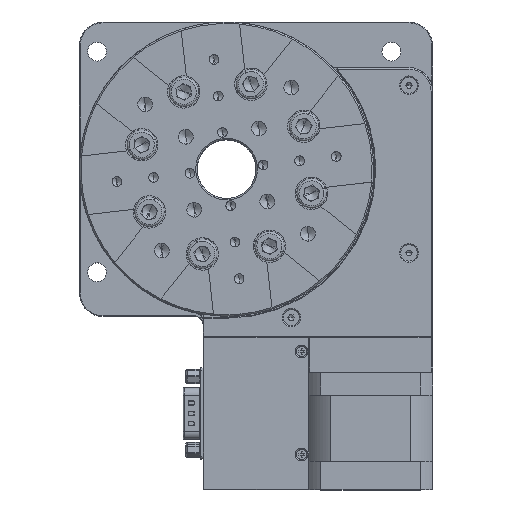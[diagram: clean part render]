
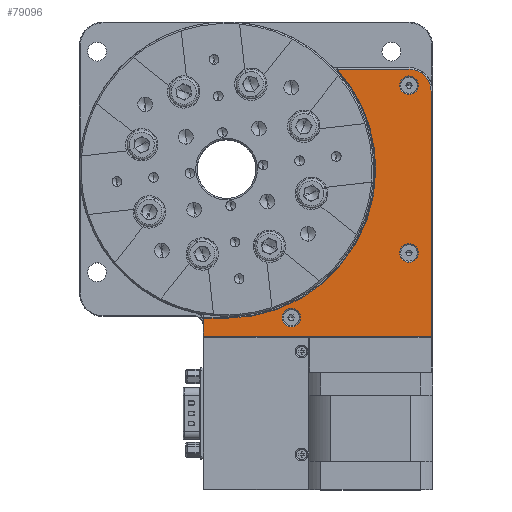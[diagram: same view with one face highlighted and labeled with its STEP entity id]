
A CAD part, top view. The second image highlights one B-rep face of the part: STEP entity #79096.
In plain terms, the highlighted planar face has unit normal (0, 0, 1).
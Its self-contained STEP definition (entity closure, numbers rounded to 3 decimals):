
#365 = FACE_OUTER_BOUND ( 'NONE', #96607, .T. ) ;
#426 = ORIENTED_EDGE ( 'NONE', *, *, #72373, .F. ) ;
#2006 = EDGE_LOOP ( 'NONE', ( #44925, #63897 ) ) ;
#2469 = VECTOR ( 'NONE', #70778, 1000. ) ;
#3039 = VERTEX_POINT ( 'NONE', #63827 ) ;
#4244 = VECTOR ( 'NONE', #15648, 1000. ) ;
#4692 = EDGE_CURVE ( 'NONE', #70478, #103373, #8866, .T. ) ;
#5148 = CIRCLE ( 'NONE', #18470, 50.7 ) ;
#5786 = VERTEX_POINT ( 'NONE', #70572 ) ;
#6022 = DIRECTION ( 'NONE',  ( 1., 0., 0. ) ) ;
#7044 = DIRECTION ( 'NONE',  ( 0., 0., 1. ) ) ;
#7777 = DIRECTION ( 'NONE',  ( 0., 0., -1. ) ) ;
#8866 = LINE ( 'NONE', #31872, #4244 ) ;
#9845 = CARTESIAN_POINT ( 'NONE',  ( 41.24, -17.527, 142.5 ) ) ;
#11549 = CARTESIAN_POINT ( 'NONE',  ( 1.24, -39.527, 142.5 ) ) ;
#14592 = VERTEX_POINT ( 'NONE', #78694 ) ;
#14643 = CIRCLE ( 'NONE', #93097, 7.5 ) ;
#15648 = DIRECTION ( 'NONE',  ( 0., -1., 0. ) ) ;
#16864 = CARTESIAN_POINT ( 'NONE',  ( -31.91, -39.727, 142.5 ) ) ;
#18470 = AXIS2_PLACEMENT_3D ( 'NONE', #56993, #42350, #88335 ) ;
#18868 = CIRCLE ( 'NONE', #52237, 3.15 ) ;
#18922 = EDGE_CURVE ( 'NONE', #81568, #14592, #53218, .T. ) ;
#19127 = CARTESIAN_POINT ( 'NONE',  ( -5.06, -39.527, 142.5 ) ) ;
#20093 = DIRECTION ( 'NONE',  ( 0., 0., 1. ) ) ;
#21807 = AXIS2_PLACEMENT_3D ( 'NONE', #57836, #59361, #42171 ) ;
#22152 = LINE ( 'NONE', #27938, #94222 ) ;
#22692 = LINE ( 'NONE', #93238, #2469 ) ;
#22701 = CARTESIAN_POINT ( 'NONE',  ( 38.09, 39.473, 142.5 ) ) ;
#22996 = CIRCLE ( 'NONE', #101475, 3.15 ) ;
#23092 = ORIENTED_EDGE ( 'NONE', *, *, #60284, .T. ) ;
#23860 = DIRECTION ( 'NONE',  ( 1., 0., 0. ) ) ;
#24901 = FACE_BOUND ( 'NONE', #2006, .T. ) ;
#25093 = CIRCLE ( 'NONE', #21807, 3.15 ) ;
#27422 = CARTESIAN_POINT ( 'NONE',  ( 38.09, -17.527, 142.5 ) ) ;
#27938 = CARTESIAN_POINT ( 'NONE',  ( 45.59, -45.827, 142.5 ) ) ;
#28057 = ORIENTED_EDGE ( 'NONE', *, *, #53725, .F. ) ;
#29091 = ORIENTED_EDGE ( 'NONE', *, *, #80146, .T. ) ;
#29260 = ORIENTED_EDGE ( 'NONE', *, *, #58671, .T. ) ;
#31869 = DIRECTION ( 'NONE',  ( 0., 0., 1. ) ) ;
#31872 = CARTESIAN_POINT ( 'NONE',  ( -31.71, -46.027, 142.5 ) ) ;
#32328 = VECTOR ( 'NONE', #81649, 1000. ) ;
#32826 = EDGE_LOOP ( 'NONE', ( #71548, #103399 ) ) ;
#34264 = CARTESIAN_POINT ( 'NONE',  ( 45.59, 37.473, 142.5 ) ) ;
#34676 = EDGE_CURVE ( 'NONE', #5786, #85688, #60158, .T. ) ;
#35799 = DIRECTION ( 'NONE',  ( 1., 0., 0. ) ) ;
#37226 = LINE ( 'NONE', #34264, #53923 ) ;
#38624 = DIRECTION ( 'NONE',  ( 1., 0., 0. ) ) ;
#39225 = AXIS2_PLACEMENT_3D ( 'NONE', #49475, #63576, #23860 ) ;
#39957 = EDGE_CURVE ( 'NONE', #63691, #3039, #37226, .T. ) ;
#40476 = VERTEX_POINT ( 'NONE', #94505 ) ;
#41367 = EDGE_CURVE ( 'NONE', #66982, #46405, #22692, .T. ) ;
#41565 = CARTESIAN_POINT ( 'NONE',  ( 13.7, 44.973, 142.5 ) ) ;
#41832 = AXIS2_PLACEMENT_3D ( 'NONE', #22701, #7044, #6022 ) ;
#42171 = DIRECTION ( 'NONE',  ( 1., 0., 0. ) ) ;
#42350 = DIRECTION ( 'NONE',  ( 0., 0., -1. ) ) ;
#42509 = DIRECTION ( 'NONE',  ( 1., 0., 0. ) ) ;
#44925 = ORIENTED_EDGE ( 'NONE', *, *, #34676, .F. ) ;
#45723 = EDGE_CURVE ( 'NONE', #85688, #5786, #22996, .T. ) ;
#46405 = VERTEX_POINT ( 'NONE', #41565 ) ;
#46667 = AXIS2_PLACEMENT_3D ( 'NONE', #97511, #90179, #64094 ) ;
#47006 = CARTESIAN_POINT ( 'NONE',  ( -31.71, -39.727, 142.5 ) ) ;
#48007 = CARTESIAN_POINT ( 'NONE',  ( 38.09, 44.973, 142.5 ) ) ;
#49475 = CARTESIAN_POINT ( 'NONE',  ( -23.91, 10.973, 142.5 ) ) ;
#52237 = AXIS2_PLACEMENT_3D ( 'NONE', #72608, #31869, #102916 ) ;
#53218 = CIRCLE ( 'NONE', #68302, 50.7 ) ;
#53674 = CARTESIAN_POINT ( 'NONE',  ( 26.79, 10.973, 142.5 ) ) ;
#53682 = EDGE_LOOP ( 'NONE', ( #426, #28057 ) ) ;
#53725 = EDGE_CURVE ( 'NONE', #40476, #72978, #91689, .T. ) ;
#53923 = VECTOR ( 'NONE', #97970, 1000. ) ;
#54535 = EDGE_CURVE ( 'NONE', #101812, #98737, #25093, .T. ) ;
#54968 = CIRCLE ( 'NONE', #80040, 3.15 ) ;
#56578 = LINE ( 'NONE', #16864, #32328 ) ;
#56680 = ORIENTED_EDGE ( 'NONE', *, *, #41367, .T. ) ;
#56780 = FACE_BOUND ( 'NONE', #53682, .T. ) ;
#56993 = CARTESIAN_POINT ( 'NONE',  ( -23.91, 10.973, 142.5 ) ) ;
#57836 = CARTESIAN_POINT ( 'NONE',  ( -1.91, -39.527, 142.5 ) ) ;
#58671 = EDGE_CURVE ( 'NONE', #14592, #70478, #56578, .T. ) ;
#58681 = DIRECTION ( 'NONE',  ( 0., 0., 1. ) ) ;
#59361 = DIRECTION ( 'NONE',  ( 0., 0., 1. ) ) ;
#60158 = CIRCLE ( 'NONE', #41832, 3.15 ) ;
#60284 = EDGE_CURVE ( 'NONE', #46405, #81568, #5148, .T. ) ;
#60557 = DIRECTION ( 'NONE',  ( 0., 0., 1. ) ) ;
#63576 = DIRECTION ( 'NONE',  ( 0., 0., 1. ) ) ;
#63691 = VERTEX_POINT ( 'NONE', #88463 ) ;
#63827 = CARTESIAN_POINT ( 'NONE',  ( 45.59, 37.473, 142.5 ) ) ;
#63897 = ORIENTED_EDGE ( 'NONE', *, *, #45723, .F. ) ;
#64094 = DIRECTION ( 'NONE',  ( 1., 0., 0. ) ) ;
#66982 = VERTEX_POINT ( 'NONE', #48007 ) ;
#67012 = CARTESIAN_POINT ( 'NONE',  ( 34.94, 39.473, 142.5 ) ) ;
#67880 = EDGE_CURVE ( 'NONE', #3039, #66982, #14643, .T. ) ;
#67901 = DIRECTION ( 'NONE',  ( 1., 0., 0. ) ) ;
#68302 = AXIS2_PLACEMENT_3D ( 'NONE', #72028, #7777, #38624 ) ;
#70478 = VERTEX_POINT ( 'NONE', #47006 ) ;
#70572 = CARTESIAN_POINT ( 'NONE',  ( 41.24, 39.473, 142.5 ) ) ;
#70778 = DIRECTION ( 'NONE',  ( -1., 0., 0. ) ) ;
#71442 = PLANE ( 'NONE',  #39225 ) ;
#71548 = ORIENTED_EDGE ( 'NONE', *, *, #54535, .F. ) ;
#71951 = FACE_BOUND ( 'NONE', #32826, .T. ) ;
#72028 = CARTESIAN_POINT ( 'NONE',  ( -23.91, 10.973, 142.5 ) ) ;
#72373 = EDGE_CURVE ( 'NONE', #72978, #40476, #54968, .T. ) ;
#72608 = CARTESIAN_POINT ( 'NONE',  ( -1.91, -39.527, 142.5 ) ) ;
#72978 = VERTEX_POINT ( 'NONE', #9845 ) ;
#74803 = CARTESIAN_POINT ( 'NONE',  ( -31.71, -45.827, 142.5 ) ) ;
#77571 = DIRECTION ( 'NONE',  ( 1., 0., 0. ) ) ;
#78694 = CARTESIAN_POINT ( 'NONE',  ( -23.91, -39.727, 142.5 ) ) ;
#79096 = ADVANCED_FACE ( 'NONE', ( #24901, #56780, #71951, #365 ), #71442, .T. ) ;
#79864 = ORIENTED_EDGE ( 'NONE', *, *, #18922, .T. ) ;
#80040 = AXIS2_PLACEMENT_3D ( 'NONE', #27422, #20093, #35799 ) ;
#80146 = EDGE_CURVE ( 'NONE', #103373, #63691, #22152, .T. ) ;
#81568 = VERTEX_POINT ( 'NONE', #53674 ) ;
#81649 = DIRECTION ( 'NONE',  ( -1., 0., 0. ) ) ;
#81697 = CARTESIAN_POINT ( 'NONE',  ( 38.09, 37.473, 142.5 ) ) ;
#82174 = ORIENTED_EDGE ( 'NONE', *, *, #4692, .T. ) ;
#85688 = VERTEX_POINT ( 'NONE', #67012 ) ;
#86025 = ORIENTED_EDGE ( 'NONE', *, *, #67880, .T. ) ;
#88335 = DIRECTION ( 'NONE',  ( 1., 0., 0. ) ) ;
#88463 = CARTESIAN_POINT ( 'NONE',  ( 45.59, -45.827, 142.5 ) ) ;
#90179 = DIRECTION ( 'NONE',  ( 0., 0., 1. ) ) ;
#91462 = ORIENTED_EDGE ( 'NONE', *, *, #39957, .T. ) ;
#91689 = CIRCLE ( 'NONE', #46667, 3.15 ) ;
#91909 = CARTESIAN_POINT ( 'NONE',  ( 38.09, 39.473, 142.5 ) ) ;
#93097 = AXIS2_PLACEMENT_3D ( 'NONE', #81697, #58681, #42509 ) ;
#93238 = CARTESIAN_POINT ( 'NONE',  ( 12.969, 44.973, 142.5 ) ) ;
#94222 = VECTOR ( 'NONE', #77571, 1000. ) ;
#94413 = EDGE_CURVE ( 'NONE', #98737, #101812, #18868, .T. ) ;
#94505 = CARTESIAN_POINT ( 'NONE',  ( 34.94, -17.527, 142.5 ) ) ;
#96607 = EDGE_LOOP ( 'NONE', ( #56680, #23092, #79864, #29260, #82174, #29091, #91462, #86025 ) ) ;
#97511 = CARTESIAN_POINT ( 'NONE',  ( 38.09, -17.527, 142.5 ) ) ;
#97970 = DIRECTION ( 'NONE',  ( 0., 1., 0. ) ) ;
#98737 = VERTEX_POINT ( 'NONE', #19127 ) ;
#101475 = AXIS2_PLACEMENT_3D ( 'NONE', #91909, #60557, #67901 ) ;
#101812 = VERTEX_POINT ( 'NONE', #11549 ) ;
#102916 = DIRECTION ( 'NONE',  ( 1., 0., 0. ) ) ;
#103373 = VERTEX_POINT ( 'NONE', #74803 ) ;
#103399 = ORIENTED_EDGE ( 'NONE', *, *, #94413, .F. ) ;
